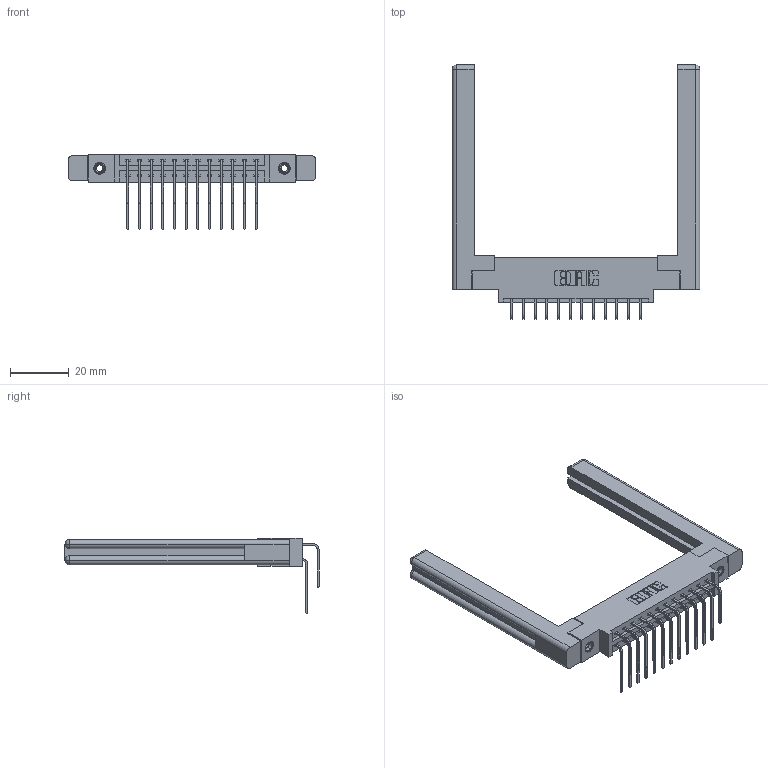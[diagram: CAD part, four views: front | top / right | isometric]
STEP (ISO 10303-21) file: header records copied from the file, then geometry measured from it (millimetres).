
FILE_DESCRIPTION (( 'STEP AP203' ), '1' );
FILE_NAME ('387-024-559-858.STEP', '2019-10-16T19:11:36', ( '' ), ( '' ), 'SwSTEP 2.0', 'SolidWorks 2016', '' );
FILE_SCHEMA (( 'CONFIG_CONTROL_DESIGN' ));
Length unit declared in the file: inch
Products named in the file (6): 387-024-559-858; 337 Part_0.170 Offset - 0.156 Dia-TI; 345-250-001_345-250-001-102; 307-220-058; 345-292-001_558 559 Tail - 1; 345-292-001_559 Tail - 2
Assembly tree (29 placements, depth 2):
  387-024-559-858
    337 Part_0.170 Offset - 0.156 Dia-TI
    345-292-001_558 559 Tail - 1  x12
    345-292-001_559 Tail - 2  x12
    345-250-001_345-250-001-102  x2
    307-220-058  x2
Bounding box: 84.18 x 86.3 x 25.53 mm (x, y, z)
Volume: 15635.1 mm3; surface area: 15159.4 mm2
Topology: 29 solids, 29 shells, 1604 faces, 4685 edges, 3078 vertices
Faces by surface type: plane 1118, cylinder 462, cone 12, torus 12
Entity records: 17734 total; most frequent: CARTESIAN_POINT 3068, ORIENTED_EDGE 2892, DIRECTION 2662, EDGE_CURVE 1446, VECTOR 1230, LINE 1230, VERTEX_POINT 954, AXIS2_PLACEMENT_3D 716
